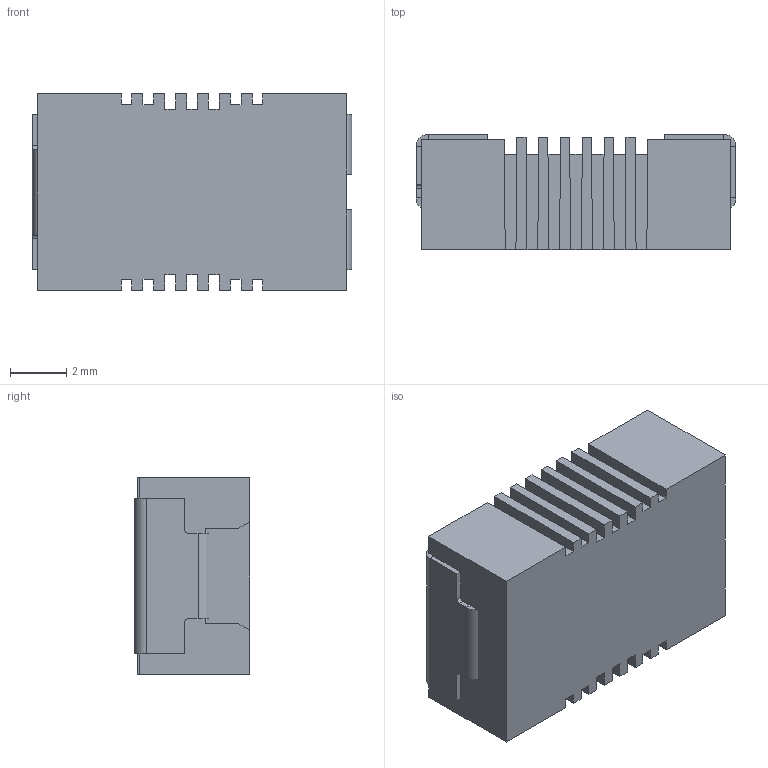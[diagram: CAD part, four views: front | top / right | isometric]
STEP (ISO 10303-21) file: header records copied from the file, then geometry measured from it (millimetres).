
FILE_DESCRIPTION (( 'STEP AP214' ), '1' );
FILE_NAME ('CDMx Part - 02.STEP', '2020-03-18T20:36:11', ( '' ), ( '' ), 'SwSTEP 2.0', 'SolidWorks 2019', '' );
FILE_SCHEMA (( 'AUTOMOTIVE_DESIGN' ));
Length unit declared in the file: inch
Products named in the file (6): CDMx Part - 02; CDMx Single Term1 - 02_FULL STRIP; CDHV2512 CHIP; Molding; CDMx Single Term2_FULL STRIP; CDMx Single Term3_FULL STRIP
Assembly tree (5 placements, depth 2):
  CDMx Part - 02
    Molding
    CDMx Single Term2_FULL STRIP
    CDMx Single Term3_FULL STRIP
    CDHV2512 CHIP
    CDMx Single Term1 - 02_FULL STRIP
Bounding box: 11.35 x 4.09 x 6.99 mm (x, y, z)
Volume: 304.7 mm3; surface area: 583.5 mm2
Topology: 5 solids, 5 shells, 321 faces, 802 edges, 492 vertices
Faces by surface type: plane 266, cylinder 55
Entity records: 10473 total; most frequent: CARTESIAN_POINT 1623, ORIENTED_EDGE 1604, DIRECTION 1570, EDGE_CURVE 802, LINE 692, VECTOR 692, VERTEX_POINT 492, AXIS2_PLACEMENT_3D 439
